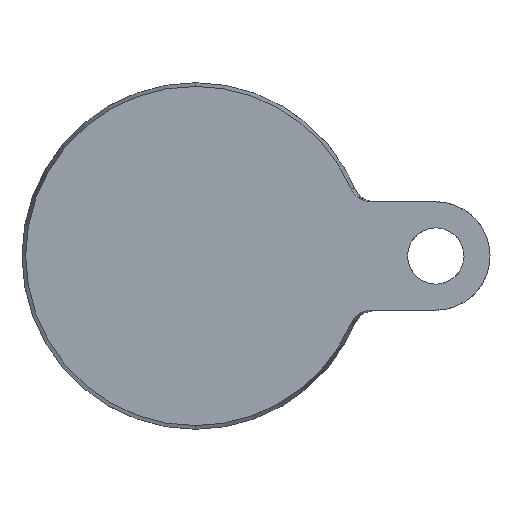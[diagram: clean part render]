
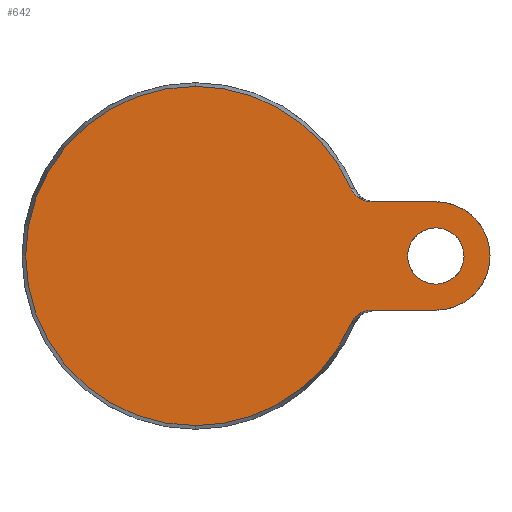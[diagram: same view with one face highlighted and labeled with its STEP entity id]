
A CAD part, front view. The second image highlights one B-rep face of the part: STEP entity #642.
In plain terms, the highlighted planar face has unit normal (0, -1, 0).
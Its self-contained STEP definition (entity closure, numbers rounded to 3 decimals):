
#7 = CARTESIAN_POINT ( 'NONE',  ( 37.598, 0., 13.453 ) ) ;
#25 = CARTESIAN_POINT ( 'NONE',  ( 37.032, 0., 13.927 ) ) ;
#30 = PLANE ( 'NONE',  #312 ) ;
#56 = DIRECTION ( 'NONE',  ( 0., 1., 0. ) ) ;
#60 = VERTEX_POINT ( 'NONE', #444 ) ;
#99 = CARTESIAN_POINT ( 'NONE',  ( 38.221, 0., 13.07 ) ) ;
#124 = EDGE_CURVE ( 'NONE', #60, #913, #572, .T. ) ;
#125 = EDGE_LOOP ( 'NONE', ( #164, #311 ) ) ;
#130 = ORIENTED_EDGE ( 'NONE', *, *, #184, .T. ) ;
#164 = ORIENTED_EDGE ( 'NONE', *, *, #124, .T. ) ;
#183 = DIRECTION ( 'NONE',  ( 0., 1., 0. ) ) ;
#184 = EDGE_CURVE ( 'NONE', #450, #1037, #649, .T. ) ;
#188 = CARTESIAN_POINT ( 'NONE',  ( 0., 0., 0. ) ) ;
#191 = EDGE_LOOP ( 'NONE', ( #270, #130, #534, #638, #441, #433, #569, #405 ) ) ;
#196 = CARTESIAN_POINT ( 'NONE',  ( 38.897, 0., 12.778 ) ) ;
#210 = CARTESIAN_POINT ( 'NONE',  ( 35.928, 0., 15.535 ) ) ;
#216 = CARTESIAN_POINT ( 'NONE',  ( 36.124, 0., 15.081 ) ) ;
#251 = CARTESIAN_POINT ( 'NONE',  ( 36.381, 0., -14.668 ) ) ;
#270 = ORIENTED_EDGE ( 'NONE', *, *, #410, .F. ) ;
#273 = CIRCLE ( 'NONE', #885, 39.143 ) ;
#280 = CARTESIAN_POINT ( 'NONE',  ( 55.5, 0., 0. ) ) ;
#296 = DIRECTION ( 'NONE',  ( 0., 0., 1. ) ) ;
#303 = EDGE_CURVE ( 'NONE', #630, #717, #836, .T. ) ;
#307 = VERTEX_POINT ( 'NONE', #858 ) ;
#311 = ORIENTED_EDGE ( 'NONE', *, *, #403, .T. ) ;
#312 = AXIS2_PLACEMENT_3D ( 'NONE', #935, #759, #296 ) ;
#341 = CARTESIAN_POINT ( 'NONE',  ( 55.5, 0., 6.5 ) ) ;
#346 = CIRCLE ( 'NONE', #496, 39.143 ) ;
#348 = CARTESIAN_POINT ( 'NONE',  ( 37.591, 0., -13.458 ) ) ;
#352 = VERTEX_POINT ( 'NONE', #1058 ) ;
#363 = CARTESIAN_POINT ( 'NONE',  ( 36.857, 0., -14.106 ) ) ;
#369 = DIRECTION ( 'NONE',  ( 0., 0., 1. ) ) ;
#373 = CARTESIAN_POINT ( 'NONE',  ( 37.4, 0., 13.603 ) ) ;
#387 = AXIS2_PLACEMENT_3D ( 'NONE', #581, #695, #678 ) ;
#393 = CARTESIAN_POINT ( 'NONE',  ( 39.592, 0., -12.572 ) ) ;
#401 = CARTESIAN_POINT ( 'NONE',  ( 55.5, 0., -12.5 ) ) ;
#403 = EDGE_CURVE ( 'NONE', #913, #60, #765, .T. ) ;
#404 = CIRCLE ( 'NONE', #387, 39.143 ) ;
#405 = ORIENTED_EDGE ( 'NONE', *, *, #696, .F. ) ;
#410 = EDGE_CURVE ( 'NONE', #450, #816, #798, .T. ) ;
#420 = AXIS2_PLACEMENT_3D ( 'NONE', #280, #183, #369 ) ;
#433 = ORIENTED_EDGE ( 'NONE', *, *, #994, .T. ) ;
#441 = ORIENTED_EDGE ( 'NONE', *, *, #524, .T. ) ;
#444 = CARTESIAN_POINT ( 'NONE',  ( 55.5, 0., -6.5 ) ) ;
#450 = VERTEX_POINT ( 'NONE', #793 ) ;
#453 = DIRECTION ( 'NONE',  ( 0., -1., 0. ) ) ;
#454 = CARTESIAN_POINT ( 'NONE',  ( 40.085, 0., 12.5 ) ) ;
#476 = AXIS2_PLACEMENT_3D ( 'NONE', #781, #506, #599 ) ;
#483 = CARTESIAN_POINT ( 'NONE',  ( 0., 0., 39.143 ) ) ;
#496 = AXIS2_PLACEMENT_3D ( 'NONE', #188, #537, #548 ) ;
#505 = CARTESIAN_POINT ( 'NONE',  ( 40.579, 0., -12.5 ) ) ;
#506 = DIRECTION ( 'NONE',  ( 0., 1., 0. ) ) ;
#524 = EDGE_CURVE ( 'NONE', #352, #307, #346, .T. ) ;
#534 = ORIENTED_EDGE ( 'NONE', *, *, #825, .T. ) ;
#537 = DIRECTION ( 'NONE',  ( 0., -1., 0. ) ) ;
#542 = CARTESIAN_POINT ( 'NONE',  ( 0., 0., 0. ) ) ;
#547 = EDGE_CURVE ( 'NONE', #605, #352, #273, .T. ) ;
#548 = DIRECTION ( 'NONE',  ( 0., 0., -1. ) ) ;
#549 = CARTESIAN_POINT ( 'NONE',  ( 38.665, 0., 12.866 ) ) ;
#563 = CARTESIAN_POINT ( 'NONE',  ( 36.861, 0., 14.101 ) ) ;
#569 = ORIENTED_EDGE ( 'NONE', *, *, #303, .F. ) ;
#572 = CIRCLE ( 'NONE', #420, 6.5 ) ;
#574 = CIRCLE ( 'NONE', #945, 12.5 ) ;
#581 = CARTESIAN_POINT ( 'NONE',  ( 0., 0., 0. ) ) ;
#599 = DIRECTION ( 'NONE',  ( 0., 0., 1. ) ) ;
#605 = VERTEX_POINT ( 'NONE', #483 ) ;
#611 = CARTESIAN_POINT ( 'NONE',  ( 37.397, 0., -13.606 ) ) ;
#617 = CARTESIAN_POINT ( 'NONE',  ( 38.218, 0., -13.072 ) ) ;
#630 = VERTEX_POINT ( 'NONE', #401 ) ;
#638 = ORIENTED_EDGE ( 'NONE', *, *, #547, .T. ) ;
#641 = CARTESIAN_POINT ( 'NONE',  ( 39.603, 0., 12.57 ) ) ;
#642 = ADVANCED_FACE ( 'NONE', ( #749, #842 ), #30, .F. ) ;
#649 = B_SPLINE_CURVE_WITH_KNOTS ( 'NONE', 3,
 ( #1099, #454, #641, #196, #549, #99, #833, #7, #373, #25, #563, #1125, #216, #210 ),
 .UNSPECIFIED., .F., .F.,
 ( 4, 2, 2, 2, 2, 2, 4 ),
 ( 0., 0.001, 0.002, 0.003, 0.004, 0.004, 0.006 ),
 .UNSPECIFIED. ) ;
#656 = CARTESIAN_POINT ( 'NONE',  ( 40.579, 0., -12.5 ) ) ;
#678 = DIRECTION ( 'NONE',  ( 0., 0., -1. ) ) ;
#695 = DIRECTION ( 'NONE',  ( 0., -1., 0. ) ) ;
#696 = EDGE_CURVE ( 'NONE', #816, #630, #574, .T. ) ;
#717 = VERTEX_POINT ( 'NONE', #505 ) ;
#737 = DIRECTION ( 'NONE',  ( 0., 0., -1. ) ) ;
#749 = FACE_OUTER_BOUND ( 'NONE', #191, .T. ) ;
#750 = B_SPLINE_CURVE_WITH_KNOTS ( 'NONE', 3,
 ( #1070, #823, #251, #363, #1164, #611, #348, #1011, #617, #992, #817, #393, #933, #656 ),
 .UNSPECIFIED., .F., .F.,
 ( 4, 2, 2, 2, 2, 2, 4 ),
 ( 0., 0.001, 0.002, 0.003, 0.004, 0.004, 0.006 ),
 .UNSPECIFIED. ) ;
#759 = DIRECTION ( 'NONE',  ( 0., 1., 0. ) ) ;
#765 = CIRCLE ( 'NONE', #476, 6.5 ) ;
#781 = CARTESIAN_POINT ( 'NONE',  ( 55.5, 0., 0. ) ) ;
#792 = DIRECTION ( 'NONE',  ( 0., 0., -1. ) ) ;
#793 = CARTESIAN_POINT ( 'NONE',  ( 40.579, 0., 12.5 ) ) ;
#798 = LINE ( 'NONE', #1161, #1165 ) ;
#816 = VERTEX_POINT ( 'NONE', #873 ) ;
#817 = CARTESIAN_POINT ( 'NONE',  ( 38.891, 0., -12.781 ) ) ;
#823 = CARTESIAN_POINT ( 'NONE',  ( 36.124, 0., -15.081 ) ) ;
#825 = EDGE_CURVE ( 'NONE', #1037, #605, #404, .T. ) ;
#833 = CARTESIAN_POINT ( 'NONE',  ( 38.008, 0., 13.187 ) ) ;
#836 = LINE ( 'NONE', #1026, #981 ) ;
#842 = FACE_BOUND ( 'NONE', #125, .T. ) ;
#858 = CARTESIAN_POINT ( 'NONE',  ( 35.928, 0., -15.535 ) ) ;
#873 = CARTESIAN_POINT ( 'NONE',  ( 55.5, 0., 12.5 ) ) ;
#885 = AXIS2_PLACEMENT_3D ( 'NONE', #542, #453, #737 ) ;
#913 = VERTEX_POINT ( 'NONE', #341 ) ;
#933 = CARTESIAN_POINT ( 'NONE',  ( 40.085, 0., -12.5 ) ) ;
#935 = CARTESIAN_POINT ( 'NONE',  ( -39.143, 0., 0. ) ) ;
#945 = AXIS2_PLACEMENT_3D ( 'NONE', #1042, #56, #792 ) ;
#947 = DIRECTION ( 'NONE',  ( -1., 0., 0. ) ) ;
#981 = VECTOR ( 'NONE', #947, 1000. ) ;
#992 = CARTESIAN_POINT ( 'NONE',  ( 38.663, 0., -12.866 ) ) ;
#994 = EDGE_CURVE ( 'NONE', #307, #717, #750, .T. ) ;
#1011 = CARTESIAN_POINT ( 'NONE',  ( 38., 0., -13.192 ) ) ;
#1026 = CARTESIAN_POINT ( 'NONE',  ( 15., 0., -12.5 ) ) ;
#1037 = VERTEX_POINT ( 'NONE', #1122 ) ;
#1042 = CARTESIAN_POINT ( 'NONE',  ( 55.5, 0., 0. ) ) ;
#1058 = CARTESIAN_POINT ( 'NONE',  ( 0., 0., -39.143 ) ) ;
#1070 = CARTESIAN_POINT ( 'NONE',  ( 35.928, 0., -15.535 ) ) ;
#1099 = CARTESIAN_POINT ( 'NONE',  ( 40.579, 0., 12.5 ) ) ;
#1122 = CARTESIAN_POINT ( 'NONE',  ( 35.928, 0., 15.535 ) ) ;
#1125 = CARTESIAN_POINT ( 'NONE',  ( 36.388, 0., 14.659 ) ) ;
#1139 = DIRECTION ( 'NONE',  ( 1., 0., 0. ) ) ;
#1161 = CARTESIAN_POINT ( 'NONE',  ( 15., 0., 12.5 ) ) ;
#1164 = CARTESIAN_POINT ( 'NONE',  ( 37.031, 0., -13.929 ) ) ;
#1165 = VECTOR ( 'NONE', #1139, 1000. ) ;
